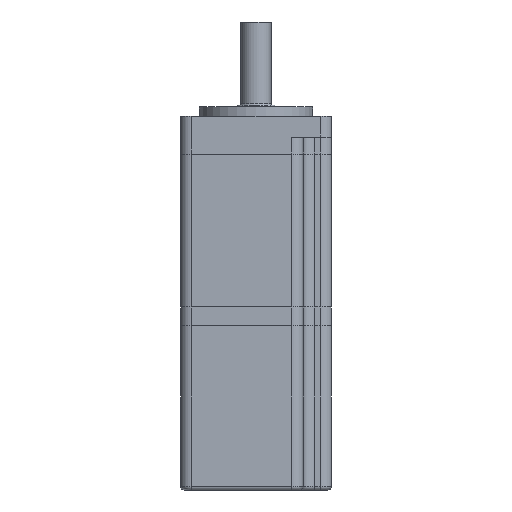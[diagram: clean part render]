
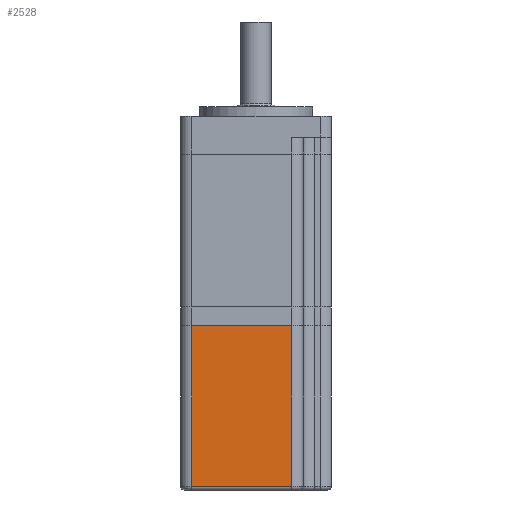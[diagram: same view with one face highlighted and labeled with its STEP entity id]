
A CAD part, front view. The second image highlights one B-rep face of the part: STEP entity #2528.
In plain terms, the highlighted planar face has unit normal (0, -1, 0).
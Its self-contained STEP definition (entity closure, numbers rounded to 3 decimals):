
#129 = VERTEX_POINT ( 'NONE', #2828 ) ;
#1658 = LINE ( 'NONE', #7526, #3215 ) ;
#1773 = VECTOR ( 'NONE', #3580, 1000. ) ;
#1921 = VECTOR ( 'NONE', #14446, 1000. ) ;
#2528 = ADVANCED_FACE ( 'NONE', ( #8622 ), #3905, .T. ) ;
#2601 = ORIENTED_EDGE ( 'NONE', *, *, #11538, .F. ) ;
#2808 = DIRECTION ( 'NONE',  ( 0., 0., 1. ) ) ;
#2828 = CARTESIAN_POINT ( 'NONE',  ( 9.5, -20., 0. ) ) ;
#3122 = AXIS2_PLACEMENT_3D ( 'NONE', #5271, #7558, #8547 ) ;
#3215 = VECTOR ( 'NONE', #2808, 1000. ) ;
#3580 = DIRECTION ( 'NONE',  ( 1., 0., 0. ) ) ;
#3671 = EDGE_CURVE ( 'NONE', #6979, #14424, #6203, .T. ) ;
#3848 = CARTESIAN_POINT ( 'NONE',  ( 9.5, -20., -42.5 ) ) ;
#3905 = PLANE ( 'NONE',  #3122 ) ;
#4054 = CARTESIAN_POINT ( 'NONE',  ( 9.5, -20., -42.5 ) ) ;
#4709 = CARTESIAN_POINT ( 'NONE',  ( -17., -20., -42.5 ) ) ;
#4747 = ORIENTED_EDGE ( 'NONE', *, *, #3671, .T. ) ;
#4798 = ORIENTED_EDGE ( 'NONE', *, *, #14122, .T. ) ;
#5271 = CARTESIAN_POINT ( 'NONE',  ( -20., -20., -43.5 ) ) ;
#6203 = LINE ( 'NONE', #11989, #1921 ) ;
#6219 = LINE ( 'NONE', #3848, #7529 ) ;
#6979 = VERTEX_POINT ( 'NONE', #10741 ) ;
#7217 = DIRECTION ( 'NONE',  ( 1., 0., 0. ) ) ;
#7526 = CARTESIAN_POINT ( 'NONE',  ( 9.5, -20., 0. ) ) ;
#7529 = VECTOR ( 'NONE', #7217, 1000. ) ;
#7558 = DIRECTION ( 'NONE',  ( 0., -1., 0. ) ) ;
#7659 = EDGE_CURVE ( 'NONE', #14424, #14977, #6219, .T. ) ;
#8547 = DIRECTION ( 'NONE',  ( 0., 0., -1. ) ) ;
#8575 = ORIENTED_EDGE ( 'NONE', *, *, #7659, .T. ) ;
#8622 = FACE_OUTER_BOUND ( 'NONE', #13273, .T. ) ;
#10741 = CARTESIAN_POINT ( 'NONE',  ( -17., -20., 0. ) ) ;
#11538 = EDGE_CURVE ( 'NONE', #6979, #129, #13687, .T. ) ;
#11989 = CARTESIAN_POINT ( 'NONE',  ( -17., -20., -43.5 ) ) ;
#13273 = EDGE_LOOP ( 'NONE', ( #4747, #8575, #4798, #2601 ) ) ;
#13687 = LINE ( 'NONE', #14816, #1773 ) ;
#14122 = EDGE_CURVE ( 'NONE', #14977, #129, #1658, .T. ) ;
#14424 = VERTEX_POINT ( 'NONE', #4709 ) ;
#14446 = DIRECTION ( 'NONE',  ( 0., 0., -1. ) ) ;
#14816 = CARTESIAN_POINT ( 'NONE',  ( -20., -20., 0. ) ) ;
#14977 = VERTEX_POINT ( 'NONE', #4054 ) ;
